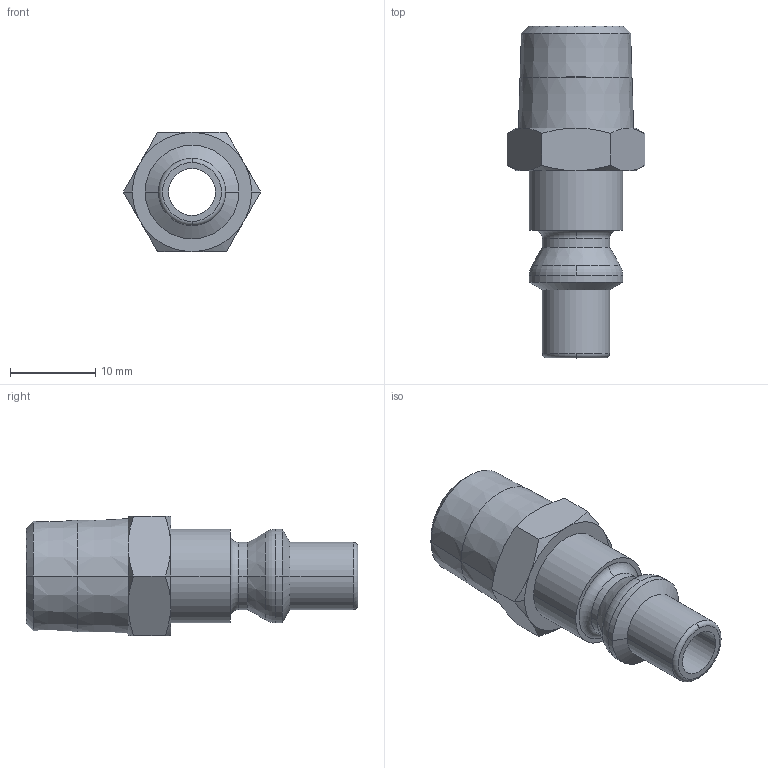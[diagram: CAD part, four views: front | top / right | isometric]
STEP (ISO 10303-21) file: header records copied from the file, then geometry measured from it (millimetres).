
FILE_DESCRIPTION(('STEP AP214'),'1');
FILE_NAME('esoi_14_nas.stp','2020-03-05T09:26:10',('TraceParts'),('TraceParts S.A.'),'Spatial InterOp 3D',' ',' ');
FILE_SCHEMA(('automotive_design'));
Length unit declared in the file: millimetre
Products named in the file (1): 1
Bounding box: 16.17 x 39 x 14 mm (x, y, z)
Volume: 3080.4 mm3; surface area: 2386.3 mm2
Topology: 1 solids, 1 shells, 57 faces, 128 edges, 78 vertices
Faces by surface type: cone 26, plane 13, cylinder 12, torus 6
Entity records: 2098 total; most frequent: CARTESIAN_POINT 360, DIRECTION 292, ORIENTED_EDGE 256, AXIS2_PLACEMENT_3D 130, EDGE_CURVE 128, VERTEX_POINT 78, CIRCLE 72, EDGE_LOOP 64
